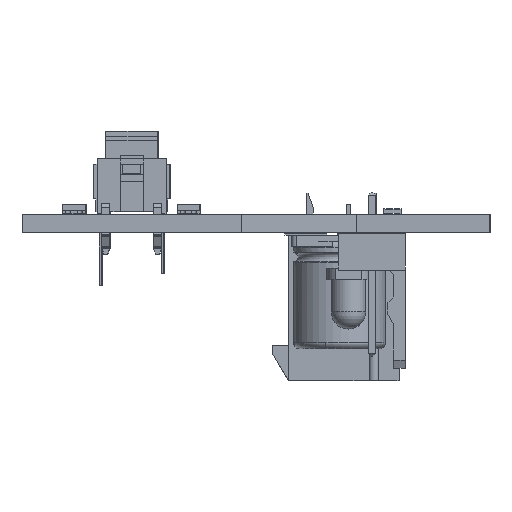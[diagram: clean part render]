
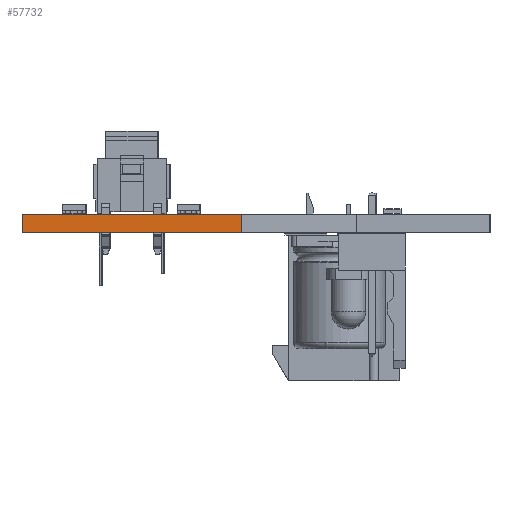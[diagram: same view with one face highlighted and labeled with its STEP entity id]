
A CAD part, left-side view. The second image highlights one B-rep face of the part: STEP entity #57732.
In plain terms, the highlighted planar face has unit normal (-1, 0, 0).
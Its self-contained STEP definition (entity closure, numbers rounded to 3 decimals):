
#54036 = PLANE('',#54037);
#54037 = AXIS2_PLACEMENT_3D('',#54038,#54039,#54040);
#54038 = CARTESIAN_POINT('',(48.604,-18.881,1.6));
#54039 = DIRECTION('',(0.,0.,-1.));
#54040 = DIRECTION('',(-1.,0.,0.));
#54064 = PLANE('',#54065);
#54065 = AXIS2_PLACEMENT_3D('',#54066,#54067,#54068);
#54066 = CARTESIAN_POINT('',(8.733,-19.05,0.));
#54067 = DIRECTION('',(0.,-1.,0.));
#54068 = DIRECTION('',(-1.,0.,0.));
#54090 = PLANE('',#54091);
#54091 = AXIS2_PLACEMENT_3D('',#54092,#54093,#54094);
#54092 = CARTESIAN_POINT('',(48.604,-18.881,0.));
#54093 = DIRECTION('',(0.,0.,-1.));
#54094 = DIRECTION('',(-1.,0.,0.));
#54183 = VERTEX_POINT('',#54184);
#54184 = CARTESIAN_POINT('',(0.,-19.05,1.6));
#54205 = EDGE_CURVE('',#54206,#54183,#54208,.T.);
#54206 = VERTEX_POINT('',#54207);
#54207 = CARTESIAN_POINT('',(0.,-19.05,0.));
#54208 = SURFACE_CURVE('',#54209,(#54213,#54220),.PCURVE_S1.);
#54209 = LINE('',#54210,#54211);
#54210 = CARTESIAN_POINT('',(0.,-19.05,0.));
#54211 = VECTOR('',#54212,1.);
#54212 = DIRECTION('',(0.,0.,1.));
#54213 = PCURVE('',#54064,#54214);
#54214 = DEFINITIONAL_REPRESENTATION('',(#54215),#54219);
#54215 = LINE('',#54216,#54217);
#54216 = CARTESIAN_POINT('',(8.733,0.));
#54217 = VECTOR('',#54218,1.);
#54218 = DIRECTION('',(0.,-1.));
#54219 = ( GEOMETRIC_REPRESENTATION_CONTEXT(2) 
PARAMETRIC_REPRESENTATION_CONTEXT() REPRESENTATION_CONTEXT('2D SPACE',''
  ) );
#54220 = PCURVE('',#54221,#54226);
#54221 = PLANE('',#54222);
#54222 = AXIS2_PLACEMENT_3D('',#54223,#54224,#54225);
#54223 = CARTESIAN_POINT('',(0.,-19.05,0.));
#54224 = DIRECTION('',(-1.,0.,0.));
#54225 = DIRECTION('',(0.,1.,0.));
#54226 = DEFINITIONAL_REPRESENTATION('',(#54227),#54231);
#54227 = LINE('',#54228,#54229);
#54228 = CARTESIAN_POINT('',(0.,0.));
#54229 = VECTOR('',#54230,1.);
#54230 = DIRECTION('',(0.,-1.));
#54231 = ( GEOMETRIC_REPRESENTATION_CONTEXT(2) 
PARAMETRIC_REPRESENTATION_CONTEXT() REPRESENTATION_CONTEXT('2D SPACE',''
  ) );
#54259 = EDGE_CURVE('',#54206,#54260,#54262,.T.);
#54260 = VERTEX_POINT('',#54261);
#54261 = CARTESIAN_POINT('',(0.,0.,0.));
#54262 = SURFACE_CURVE('',#54263,(#54267,#54274),.PCURVE_S1.);
#54263 = LINE('',#54264,#54265);
#54264 = CARTESIAN_POINT('',(0.,-19.05,0.));
#54265 = VECTOR('',#54266,1.);
#54266 = DIRECTION('',(0.,1.,0.));
#54267 = PCURVE('',#54090,#54268);
#54268 = DEFINITIONAL_REPRESENTATION('',(#54269),#54273);
#54269 = LINE('',#54270,#54271);
#54270 = CARTESIAN_POINT('',(48.604,-0.169));
#54271 = VECTOR('',#54272,1.);
#54272 = DIRECTION('',(0.,1.));
#54273 = ( GEOMETRIC_REPRESENTATION_CONTEXT(2) 
PARAMETRIC_REPRESENTATION_CONTEXT() REPRESENTATION_CONTEXT('2D SPACE',''
  ) );
#54274 = PCURVE('',#54221,#54275);
#54275 = DEFINITIONAL_REPRESENTATION('',(#54276),#54280);
#54276 = LINE('',#54277,#54278);
#54277 = CARTESIAN_POINT('',(0.,0.));
#54278 = VECTOR('',#54279,1.);
#54279 = DIRECTION('',(1.,0.));
#54280 = ( GEOMETRIC_REPRESENTATION_CONTEXT(2) 
PARAMETRIC_REPRESENTATION_CONTEXT() REPRESENTATION_CONTEXT('2D SPACE',''
  ) );
#54298 = PLANE('',#54299);
#54299 = AXIS2_PLACEMENT_3D('',#54300,#54301,#54302);
#54300 = CARTESIAN_POINT('',(0.,0.,0.));
#54301 = DIRECTION('',(0.,1.,0.));
#54302 = DIRECTION('',(1.,0.,0.));
#56115 = EDGE_CURVE('',#54183,#56116,#56118,.T.);
#56116 = VERTEX_POINT('',#56117);
#56117 = CARTESIAN_POINT('',(0.,0.,1.6));
#56118 = SURFACE_CURVE('',#56119,(#56123,#56130),.PCURVE_S1.);
#56119 = LINE('',#56120,#56121);
#56120 = CARTESIAN_POINT('',(0.,-19.05,1.6));
#56121 = VECTOR('',#56122,1.);
#56122 = DIRECTION('',(0.,1.,0.));
#56123 = PCURVE('',#54036,#56124);
#56124 = DEFINITIONAL_REPRESENTATION('',(#56125),#56129);
#56125 = LINE('',#56126,#56127);
#56126 = CARTESIAN_POINT('',(48.604,-0.169));
#56127 = VECTOR('',#56128,1.);
#56128 = DIRECTION('',(0.,1.));
#56129 = ( GEOMETRIC_REPRESENTATION_CONTEXT(2) 
PARAMETRIC_REPRESENTATION_CONTEXT() REPRESENTATION_CONTEXT('2D SPACE',''
  ) );
#56130 = PCURVE('',#54221,#56131);
#56131 = DEFINITIONAL_REPRESENTATION('',(#56132),#56136);
#56132 = LINE('',#56133,#56134);
#56133 = CARTESIAN_POINT('',(0.,-1.6));
#56134 = VECTOR('',#56135,1.);
#56135 = DIRECTION('',(1.,0.));
#56136 = ( GEOMETRIC_REPRESENTATION_CONTEXT(2) 
PARAMETRIC_REPRESENTATION_CONTEXT() REPRESENTATION_CONTEXT('2D SPACE',''
  ) );
#57732 = ADVANCED_FACE('',(#57733),#54221,.T.);
#57733 = FACE_BOUND('',#57734,.T.);
#57734 = EDGE_LOOP('',(#57735,#57736,#57737,#57758));
#57735 = ORIENTED_EDGE('',*,*,#54205,.T.);
#57736 = ORIENTED_EDGE('',*,*,#56115,.T.);
#57737 = ORIENTED_EDGE('',*,*,#57738,.F.);
#57738 = EDGE_CURVE('',#54260,#56116,#57739,.T.);
#57739 = SURFACE_CURVE('',#57740,(#57744,#57751),.PCURVE_S1.);
#57740 = LINE('',#57741,#57742);
#57741 = CARTESIAN_POINT('',(0.,0.,0.));
#57742 = VECTOR('',#57743,1.);
#57743 = DIRECTION('',(0.,0.,1.));
#57744 = PCURVE('',#54221,#57745);
#57745 = DEFINITIONAL_REPRESENTATION('',(#57746),#57750);
#57746 = LINE('',#57747,#57748);
#57747 = CARTESIAN_POINT('',(19.05,0.));
#57748 = VECTOR('',#57749,1.);
#57749 = DIRECTION('',(0.,-1.));
#57750 = ( GEOMETRIC_REPRESENTATION_CONTEXT(2) 
PARAMETRIC_REPRESENTATION_CONTEXT() REPRESENTATION_CONTEXT('2D SPACE',''
  ) );
#57751 = PCURVE('',#54298,#57752);
#57752 = DEFINITIONAL_REPRESENTATION('',(#57753),#57757);
#57753 = LINE('',#57754,#57755);
#57754 = CARTESIAN_POINT('',(0.,0.));
#57755 = VECTOR('',#57756,1.);
#57756 = DIRECTION('',(0.,-1.));
#57757 = ( GEOMETRIC_REPRESENTATION_CONTEXT(2) 
PARAMETRIC_REPRESENTATION_CONTEXT() REPRESENTATION_CONTEXT('2D SPACE',''
  ) );
#57758 = ORIENTED_EDGE('',*,*,#54259,.F.);
